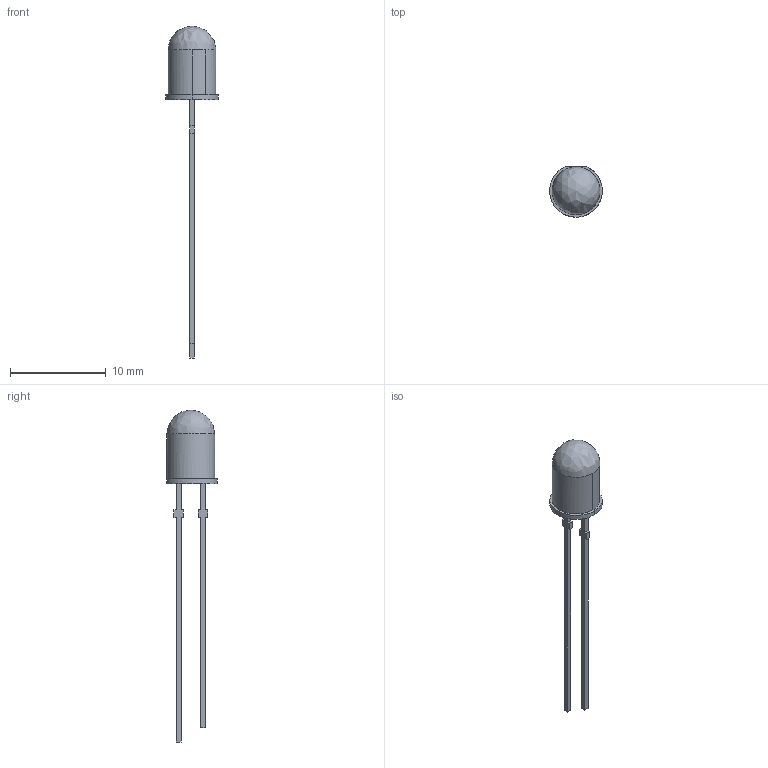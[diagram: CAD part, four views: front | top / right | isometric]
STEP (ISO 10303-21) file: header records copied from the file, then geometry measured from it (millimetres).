
FILE_DESCRIPTION (( 'STEP AP214' ), '1' );
FILE_NAME ('SFH 4545.STEP', '2024-02-01T17:29:20', ( '' ), ( '' ), 'SwSTEP 2.0', 'SolidWorks 2024', '' );
FILE_SCHEMA (( 'AUTOMOTIVE_DESIGN' ));
Length unit declared in the file: millimetre
Products named in the file (1): SFH 4545
Bounding box: 5.5 x 5.25 x 34.7 mm (x, y, z)
Volume: 150.3 mm3; surface area: 256.5 mm2
Topology: 1 solids, 1 shells, 36 faces, 106 edges, 71 vertices
Faces by surface type: plane 30, cylinder 5, bspline 1
Entity records: 1449 total; most frequent: CARTESIAN_POINT 424, ORIENTED_EDGE 200, DIRECTION 161, EDGE_CURVE 100, LINE 79, VECTOR 79, VERTEX_POINT 69, AXIS2_PLACEMENT_3D 41
